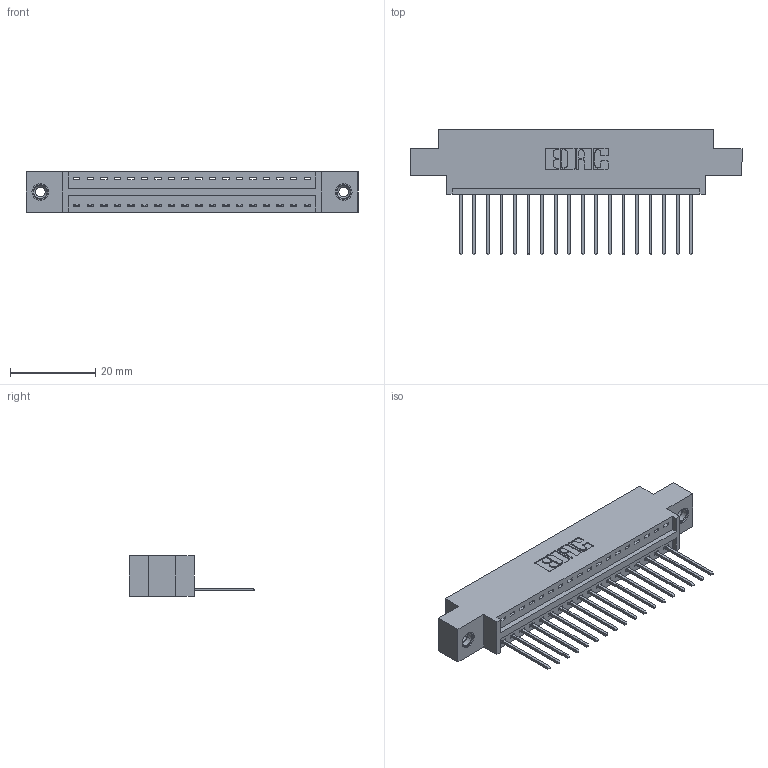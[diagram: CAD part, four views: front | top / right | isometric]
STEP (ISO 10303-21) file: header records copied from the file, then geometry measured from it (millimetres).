
FILE_DESCRIPTION (( 'STEP AP203' ), '1' );
FILE_NAME ('396-018-540-608.STEP', '2019-10-26T20:00:46', ( '' ), ( '' ), 'SwSTEP 2.0', 'SolidWorks 2016', '' );
FILE_SCHEMA (( 'CONFIG_CONTROL_DESIGN' ));
Length unit declared in the file: inch
Products named in the file (4): 346 Part_0.170 Offset - 0.156 Dia-TI; 396-018-540-608; 345-250-001_345-250-003-102; 345-292-001_345-293-140
Assembly tree (21 placements, depth 2):
  396-018-540-608
    346 Part_0.170 Offset - 0.156 Dia-TI
    345-292-001_345-293-140  x18
    345-250-001_345-250-003-102  x2
Bounding box: 77.72 x 29.46 x 9.4 mm (x, y, z)
Volume: 7137.8 mm3; surface area: 9022.4 mm2
Topology: 21 solids, 21 shells, 1230 faces, 3645 edges, 2398 vertices
Faces by surface type: plane 832, cylinder 382, cone 12, torus 4
Entity records: 15738 total; most frequent: CARTESIAN_POINT 2689, ORIENTED_EDGE 2634, DIRECTION 2427, EDGE_CURVE 1317, LINE 1093, VECTOR 1093, VERTEX_POINT 872, AXIS2_PLACEMENT_3D 667
